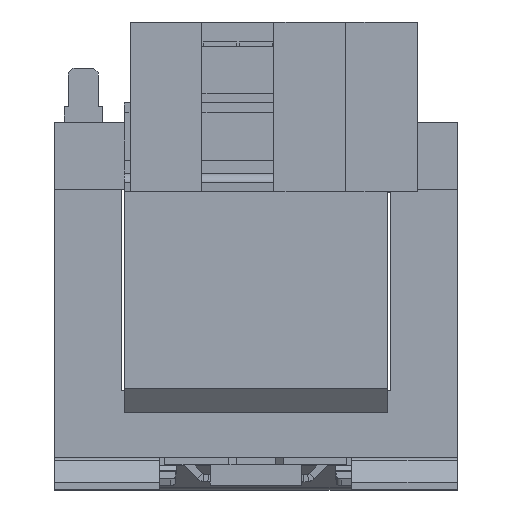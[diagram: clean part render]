
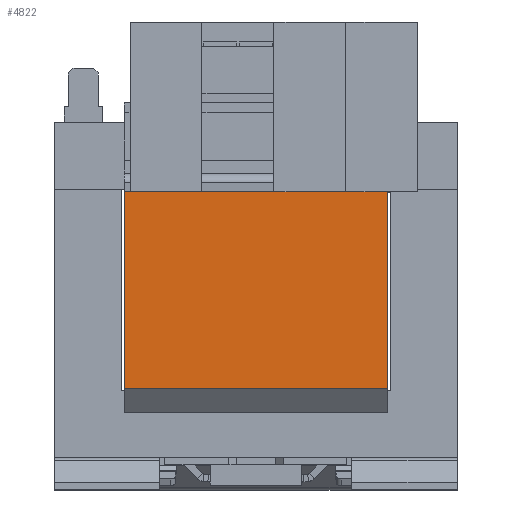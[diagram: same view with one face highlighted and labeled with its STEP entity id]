
A CAD part, top view. The second image highlights one B-rep face of the part: STEP entity #4822.
In plain terms, the highlighted planar face has unit normal (0, 0, 1).
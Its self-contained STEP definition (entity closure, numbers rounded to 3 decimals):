
#257 = DIRECTION ( 'NONE',  ( 0., -1., 0. ) ) ;
#1280 = CARTESIAN_POINT ( 'NONE',  ( 27.5, 20.55, 31.35 ) ) ;
#1762 = CARTESIAN_POINT ( 'NONE',  ( 27.5, -20.55, 31.35 ) ) ;
#2250 = VERTEX_POINT ( 'NONE', #1280 ) ;
#2593 = VERTEX_POINT ( 'NONE', #16267 ) ;
#2698 = LINE ( 'NONE', #17793, #22293 ) ;
#2873 = VECTOR ( 'NONE', #5195, 1000. ) ;
#3174 = EDGE_LOOP ( 'NONE', ( #19186, #21766, #9641, #15375 ) ) ;
#3784 = LINE ( 'NONE', #21468, #14018 ) ;
#4446 = AXIS2_PLACEMENT_3D ( 'NONE', #16615, #13153, #6119 ) ;
#4559 = VERTEX_POINT ( 'NONE', #12294 ) ;
#4641 = CARTESIAN_POINT ( 'NONE',  ( 27.5, 0., 31.35 ) ) ;
#4822 = ADVANCED_FACE ( 'NONE', ( #21391 ), #14925, .F. ) ;
#5195 = DIRECTION ( 'NONE',  ( -1., 0., 0. ) ) ;
#6079 = EDGE_CURVE ( 'NONE', #8913, #2593, #18877, .T. ) ;
#6119 = DIRECTION ( 'NONE',  ( -1., 0., 0. ) ) ;
#7966 = DIRECTION ( 'NONE',  ( 0., -1., 0. ) ) ;
#8913 = VERTEX_POINT ( 'NONE', #14011 ) ;
#9641 = ORIENTED_EDGE ( 'NONE', *, *, #20949, .F. ) ;
#10714 = EDGE_CURVE ( 'NONE', #2250, #4559, #3784, .T. ) ;
#12294 = CARTESIAN_POINT ( 'NONE',  ( -27.5, 20.55, 31.35 ) ) ;
#13153 = DIRECTION ( 'NONE',  ( 0., 0., -1. ) ) ;
#13163 = DIRECTION ( 'NONE',  ( -1., 0., 0. ) ) ;
#14011 = CARTESIAN_POINT ( 'NONE',  ( 27.5, -20.55, 31.35 ) ) ;
#14018 = VECTOR ( 'NONE', #13163, 1000. ) ;
#14925 = PLANE ( 'NONE',  #4446 ) ;
#15375 = ORIENTED_EDGE ( 'NONE', *, *, #10714, .T. ) ;
#16267 = CARTESIAN_POINT ( 'NONE',  ( -27.5, -20.55, 31.35 ) ) ;
#16615 = CARTESIAN_POINT ( 'NONE',  ( 27.5, 0., 31.35 ) ) ;
#17793 = CARTESIAN_POINT ( 'NONE',  ( -27.5, 0., 31.35 ) ) ;
#18558 = VECTOR ( 'NONE', #7966, 1000. ) ;
#18877 = LINE ( 'NONE', #1762, #2873 ) ;
#19186 = ORIENTED_EDGE ( 'NONE', *, *, #21880, .T. ) ;
#19962 = LINE ( 'NONE', #4641, #18558 ) ;
#20949 = EDGE_CURVE ( 'NONE', #2250, #8913, #19962, .T. ) ;
#21391 = FACE_OUTER_BOUND ( 'NONE', #3174, .T. ) ;
#21468 = CARTESIAN_POINT ( 'NONE',  ( 27.5, 20.55, 31.35 ) ) ;
#21766 = ORIENTED_EDGE ( 'NONE', *, *, #6079, .F. ) ;
#21880 = EDGE_CURVE ( 'NONE', #4559, #2593, #2698, .T. ) ;
#22293 = VECTOR ( 'NONE', #257, 1000. ) ;
